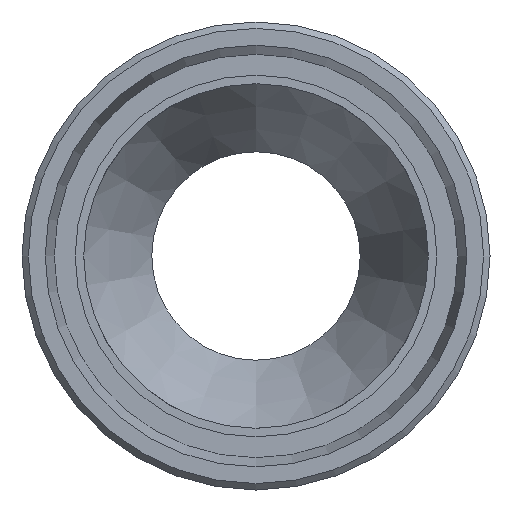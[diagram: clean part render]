
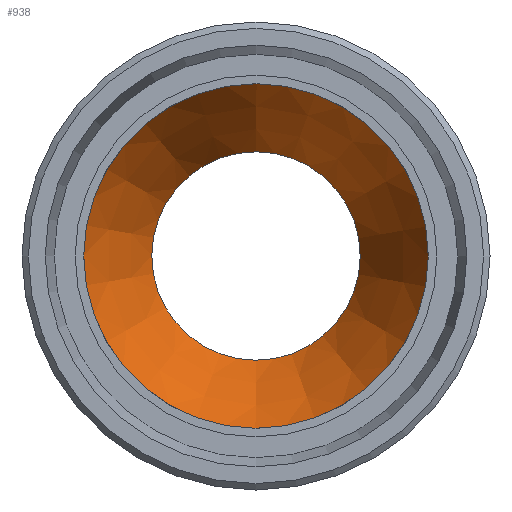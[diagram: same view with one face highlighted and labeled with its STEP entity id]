
A CAD part, left-side view. The second image highlights one B-rep face of the part: STEP entity #938.
In plain terms, the highlighted conical face has half-angle 26.928 degrees and reference radius 32.5 mm.
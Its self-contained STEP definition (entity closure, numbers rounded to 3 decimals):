
#911=CARTESIAN_POINT('',(-15.75,0.0,0.0));
#912=DIRECTION('',(-1.0,0.0,0.0));
#913=DIRECTION('',(0.0,1.0,0.0));
#914=AXIS2_PLACEMENT_3D('',#911,#912,#913);
#915=CONICAL_SURFACE('',#914,32.5,26.928);
#916=CARTESIAN_POINT('',(-31.5,40.5,0.0));
#917=VERTEX_POINT('',#916);
#918=CARTESIAN_POINT('',(-31.5,0.0,0.0));
#919=DIRECTION('',(1.0,0.0,0.0));
#920=DIRECTION('',(0.0,1.0,0.0));
#921=AXIS2_PLACEMENT_3D('',#918,#919,#920);
#922=CIRCLE('',#921,40.5);
#923=EDGE_CURVE('',#917,#917,#922,.T.);
#924=ORIENTED_EDGE('',*,*,#923,.F.);
#925=EDGE_LOOP('',(#924));
#926=FACE_OUTER_BOUND('',#925,.T.);
#927=CARTESIAN_POINT('',(0.,24.5,0.0));
#928=VERTEX_POINT('',#927);
#929=CARTESIAN_POINT('',(0.,0.0,0.0));
#930=DIRECTION('',(1.0,0.0,0.0));
#931=DIRECTION('',(0.0,1.0,0.0));
#932=AXIS2_PLACEMENT_3D('',#929,#930,#931);
#933=CIRCLE('',#932,24.5);
#934=EDGE_CURVE('',#928,#928,#933,.T.);
#935=ORIENTED_EDGE('',*,*,#934,.T.);
#936=EDGE_LOOP('',(#935));
#937=FACE_BOUND('',#936,.T.);
#938=ADVANCED_FACE('',(#926,#937),#915,.F.);
